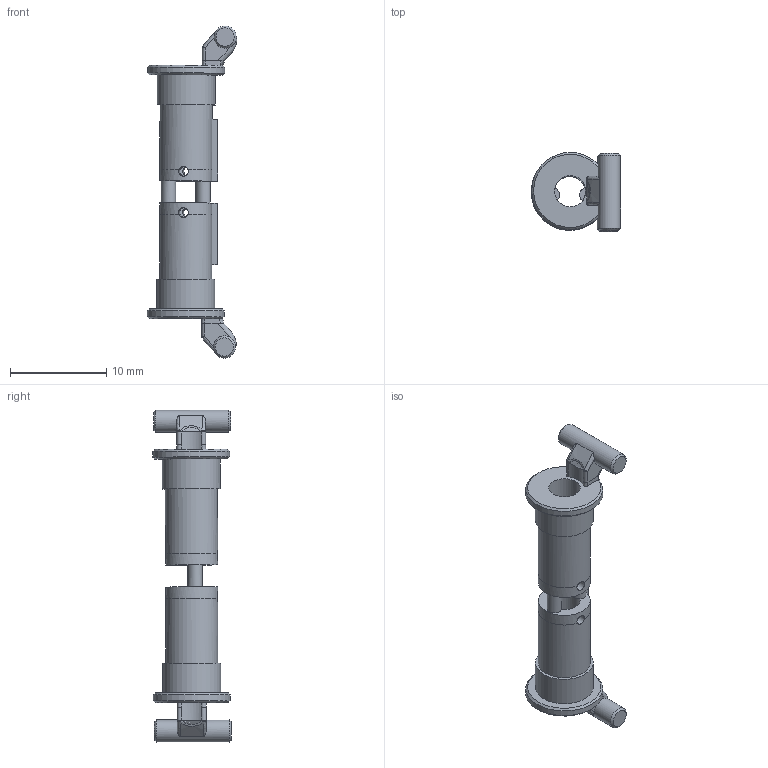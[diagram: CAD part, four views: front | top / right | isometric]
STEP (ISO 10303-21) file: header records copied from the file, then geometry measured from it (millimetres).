
FILE_DESCRIPTION(/* description */ (''),/* implementation_level */ '2;1');
FILE_NAME(/* name */ '改_肩部转轴(2in1)（尼龙）V1.2 .step',/* time_stamp */ '2022-09-01T17:23:42+08:00',/* author */ (''),/* organization */ (''),/* preprocessor_version */ 'ST-DEVELOPER v19',/* originating_system */ 'Autodesk Translation Framework v11.7.0.108',/* authorisation */ '');
FILE_SCHEMA (('AUTOMOTIVE_DESIGN { 1 0 10303 214 3 1 1 }'));
Length unit declared in the file: millimetre
Products named in the file (2): 改_肩部转轴(2in1)（尼龙）V
1.2; 肩部转轴
Assembly tree (1 placements, depth 2):
  改_肩部转轴(2in1)（尼龙）V
1.2
    肩部转轴
Bounding box: 9.31 x 8.17 x 34.45 mm (x, y, z)
Volume: 545.9 mm3; surface area: 1043.3 mm2
Topology: 1 solids, 1 shells, 90 faces, 247 edges, 157 vertices
Faces by surface type: plane 28, bspline 28, cylinder 24, cone 8, sphere 2
Full cylindrical faces by diameter (mm): 1 x4, 1.5 x2, 2.293 x2, 3.248 x2, 5.4 x2, 6 x2, 8 x2
Entity records: 7528 total; most frequent: CARTESIAN_POINT 5346, ORIENTED_EDGE 490, DIRECTION 380, EDGE_CURVE 245, VERTEX_POINT 157, AXIS2_PLACEMENT_3D 155, EDGE_LOOP 102, FACE_OUTER_BOUND 90
